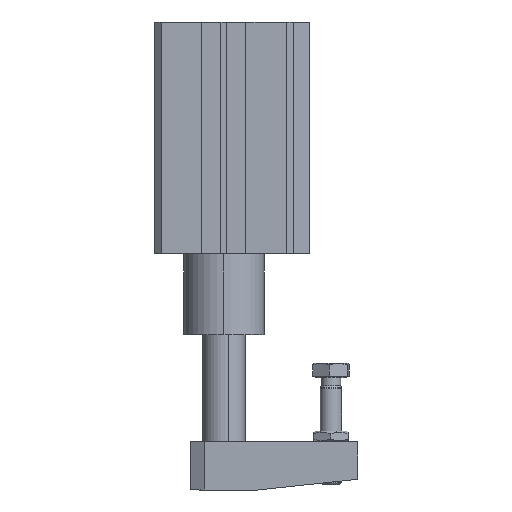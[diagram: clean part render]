
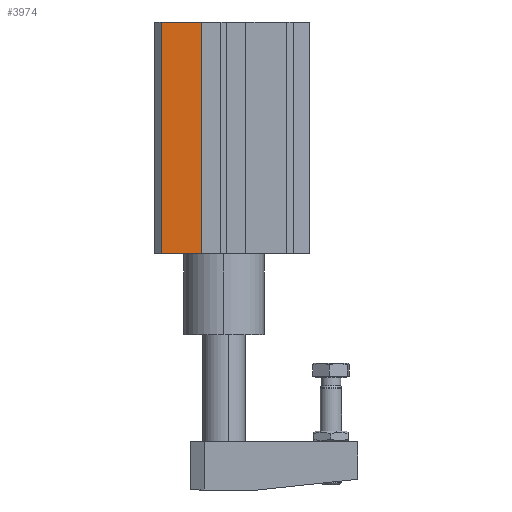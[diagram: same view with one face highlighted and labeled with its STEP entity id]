
A CAD part, left-side view. The second image highlights one B-rep face of the part: STEP entity #3974.
In plain terms, the highlighted planar face has unit normal (-1, 0, 0).
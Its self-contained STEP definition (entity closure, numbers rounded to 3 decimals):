
#3918=CARTESIAN_POINT('',(-262.362,188.386,4.415));
#3919=VERTEX_POINT('',#3918);
#3926=CARTESIAN_POINT('',(-262.362,188.386,90.915));
#3927=VERTEX_POINT('',#3926);
#3928=CARTESIAN_POINT('',(-262.362,188.386,90.915));
#3929=DIRECTION('',(0.0,0.0,-1.0));
#3930=VECTOR('',#3929,86.5);
#3931=LINE('',#3928,#3930);
#3932=EDGE_CURVE('',#3927,#3919,#3931,.T.);
#3944=CARTESIAN_POINT('',(-262.362,188.386,90.915));
#3945=DIRECTION('',(-1.0,0.0,0.0));
#3946=DIRECTION('',(0.0,0.0,1.0));
#3947=AXIS2_PLACEMENT_3D('',#3944,#3945,#3946);
#3948=PLANE('',#3947);
#3949=CARTESIAN_POINT('',(-262.362,173.156,4.415));
#3950=VERTEX_POINT('',#3949);
#3951=CARTESIAN_POINT('',(-262.362,188.386,4.415));
#3952=DIRECTION('',(0.0,-1.0,0.0));
#3953=VECTOR('',#3952,15.231);
#3954=LINE('',#3951,#3953);
#3955=EDGE_CURVE('',#3919,#3950,#3954,.T.);
#3956=ORIENTED_EDGE('',*,*,#3955,.T.);
#3957=CARTESIAN_POINT('',(-262.362,173.156,90.915));
#3958=VERTEX_POINT('',#3957);
#3959=CARTESIAN_POINT('',(-262.362,173.156,90.915));
#3960=DIRECTION('',(0.0,0.0,-1.0));
#3961=VECTOR('',#3960,86.5);
#3962=LINE('',#3959,#3961);
#3963=EDGE_CURVE('',#3958,#3950,#3962,.T.);
#3964=ORIENTED_EDGE('',*,*,#3963,.F.);
#3965=CARTESIAN_POINT('',(-262.362,173.156,90.915));
#3966=DIRECTION('',(0.0,1.0,0.0));
#3967=VECTOR('',#3966,15.231);
#3968=LINE('',#3965,#3967);
#3969=EDGE_CURVE('',#3958,#3927,#3968,.T.);
#3970=ORIENTED_EDGE('',*,*,#3969,.T.);
#3971=ORIENTED_EDGE('',*,*,#3932,.T.);
#3972=EDGE_LOOP('',(#3956,#3964,#3970,#3971));
#3973=FACE_OUTER_BOUND('',#3972,.T.);
#3974=ADVANCED_FACE('',(#3973),#3948,.T.);
